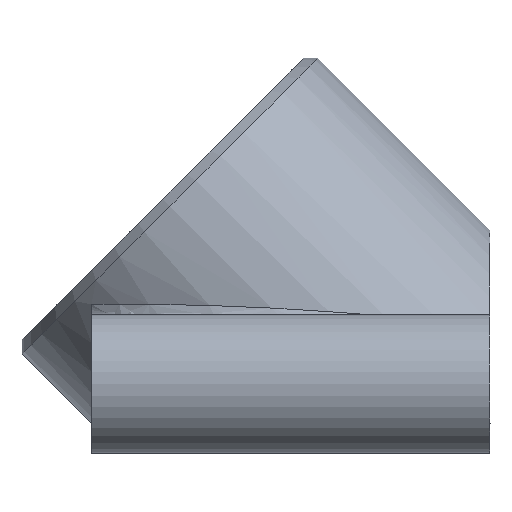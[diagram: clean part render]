
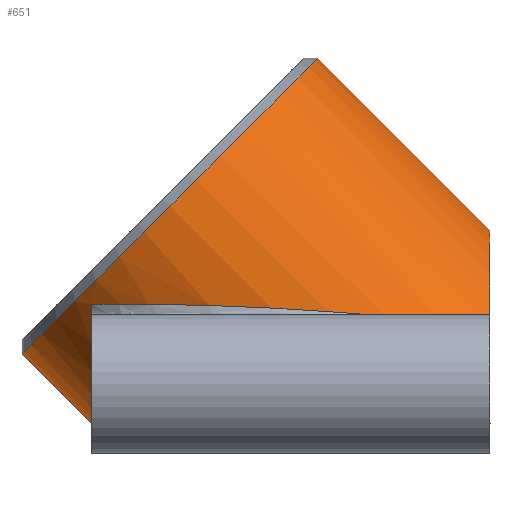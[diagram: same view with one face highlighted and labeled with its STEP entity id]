
A CAD part, left-side view. The second image highlights one B-rep face of the part: STEP entity #651.
In plain terms, the highlighted cylindrical face has radius 10.5 mm (diameter 21 mm), a full revolution.
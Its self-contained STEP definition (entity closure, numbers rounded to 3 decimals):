
#30=ELLIPSE('',#712,14.849,10.5);
#31=ELLIPSE('',#713,14.849,10.5);
#39=B_SPLINE_CURVE_WITH_KNOTS('',3,(#1011,#1012,#1013,#1014,#1015,#1016,
#1017),.UNSPECIFIED.,.F.,.F.,(4,1,1,1,4),(-0.046,0.573,
1.2,1.827,2.14),.UNSPECIFIED.);
#40=B_SPLINE_CURVE_WITH_KNOTS('',3,(#1021,#1022,#1023,#1024,#1025),
 .UNSPECIFIED.,.F.,.F.,(4,1,4),(1.168,1.534,2.153),
 .UNSPECIFIED.);
#41=B_SPLINE_CURVE_WITH_KNOTS('',3,(#1028,#1029,#1030,#1031,#1032,#1033),
 .UNSPECIFIED.,.F.,.F.,(4,1,1,4),(-0.034,0.28,
0.907,1.168),.UNSPECIFIED.);
#66=CYLINDRICAL_SURFACE('',#711,10.5);
#97=FACE_OUTER_BOUND('',#137,.T.);
#137=EDGE_LOOP('',(#459,#460,#461,#462,#463,#464,#465,#466));
#181=LINE('',#1026,#204);
#204=VECTOR('',#810,10.5);
#227=CIRCLE('',#710,10.5);
#279=VERTEX_POINT('',#1005);
#280=VERTEX_POINT('',#1009);
#281=VERTEX_POINT('',#1010);
#282=VERTEX_POINT('',#1018);
#283=VERTEX_POINT('',#1020);
#284=VERTEX_POINT('',#1027);
#348=EDGE_CURVE('',#279,#279,#227,.T.);
#349=EDGE_CURVE('',#280,#281,#39,.T.);
#350=EDGE_CURVE('',#282,#280,#30,.T.);
#351=EDGE_CURVE('',#283,#282,#40,.T.);
#352=EDGE_CURVE('',#283,#279,#181,.T.);
#353=EDGE_CURVE('',#284,#283,#41,.T.);
#354=EDGE_CURVE('',#284,#281,#31,.T.);
#459=ORIENTED_EDGE('',*,*,#349,.F.);
#460=ORIENTED_EDGE('',*,*,#350,.F.);
#461=ORIENTED_EDGE('',*,*,#351,.F.);
#462=ORIENTED_EDGE('',*,*,#352,.T.);
#463=ORIENTED_EDGE('',*,*,#348,.F.);
#464=ORIENTED_EDGE('',*,*,#352,.F.);
#465=ORIENTED_EDGE('',*,*,#353,.F.);
#466=ORIENTED_EDGE('',*,*,#354,.T.);
#651=ADVANCED_FACE('',(#97),#66,.T.);
#710=AXIS2_PLACEMENT_3D('',#1007,#804,#805);
#711=AXIS2_PLACEMENT_3D('',#1008,#806,#807);
#712=AXIS2_PLACEMENT_3D('',#1019,#808,#809);
#713=AXIS2_PLACEMENT_3D('',#1034,#811,#812);
#804=DIRECTION('center_axis',(0.,0.707,0.707));
#805=DIRECTION('ref_axis',(1.,0.,0.));
#806=DIRECTION('center_axis',(0.,-0.707,-0.707));
#807=DIRECTION('ref_axis',(1.,0.,0.));
#808=DIRECTION('center_axis',(0.,-1.,0.));
#809=DIRECTION('ref_axis',(0.,0.,1.));
#810=DIRECTION('',(0.,0.707,0.707));
#811=DIRECTION('center_axis',(0.,1.,0.));
#812=DIRECTION('ref_axis',(0.,0.,1.));
#1005=CARTESIAN_POINT('',(-10.5,30.069,41.074));
#1007=CARTESIAN_POINT('Origin',(0.,30.069,41.074));
#1008=CARTESIAN_POINT('Origin',(0.,30.423,41.428));
#1009=CARTESIAN_POINT('',(8.427,34.,36.147));
#1010=CARTESIAN_POINT('',(7.647,14.,35.181));
#1011=CARTESIAN_POINT('Ctrl Pts',(8.427,34.,36.147));
#1012=CARTESIAN_POINT('Ctrl Pts',(9.341,32.282,36.167));
#1013=CARTESIAN_POINT('Ctrl Pts',(10.511,28.453,36.147));
#1014=CARTESIAN_POINT('Ctrl Pts',(10.61,22.431,35.835));
#1015=CARTESIAN_POINT('Ctrl Pts',(9.482,17.521,35.425));
#1016=CARTESIAN_POINT('Ctrl Pts',(8.166,14.84,35.24));
#1017=CARTESIAN_POINT('Ctrl Pts',(7.647,14.,35.181));
#1018=CARTESIAN_POINT('',(-8.427,34.,36.147));
#1019=CARTESIAN_POINT('Origin',(0.,34.,45.005));
#1020=CARTESIAN_POINT('',(-10.5,24.954,35.959));
#1021=CARTESIAN_POINT('Ctrl Pts',(-10.5,24.954,35.956));
#1022=CARTESIAN_POINT('Ctrl Pts',(-10.501,26.121,36.018));
#1023=CARTESIAN_POINT('Ctrl Pts',(-10.265,29.257,36.152));
#1024=CARTESIAN_POINT('Ctrl Pts',(-9.34,32.283,36.167));
#1025=CARTESIAN_POINT('Ctrl Pts',(-8.427,34.,36.147));
#1026=CARTESIAN_POINT('',(-10.5,30.423,41.428));
#1027=CARTESIAN_POINT('',(-7.647,14.,35.181));
#1028=CARTESIAN_POINT('Ctrl Pts',(-7.647,14.,35.181));
#1029=CARTESIAN_POINT('Ctrl Pts',(-8.166,14.84,35.24));
#1030=CARTESIAN_POINT('Ctrl Pts',(-9.482,17.522,35.425));
#1031=CARTESIAN_POINT('Ctrl Pts',(-10.347,21.286,35.739));
#1032=CARTESIAN_POINT('Ctrl Pts',(-10.5,24.121,35.912));
#1033=CARTESIAN_POINT('Ctrl Pts',(-10.5,24.954,35.956));
#1034=CARTESIAN_POINT('Origin',(0.,14.,25.005));
